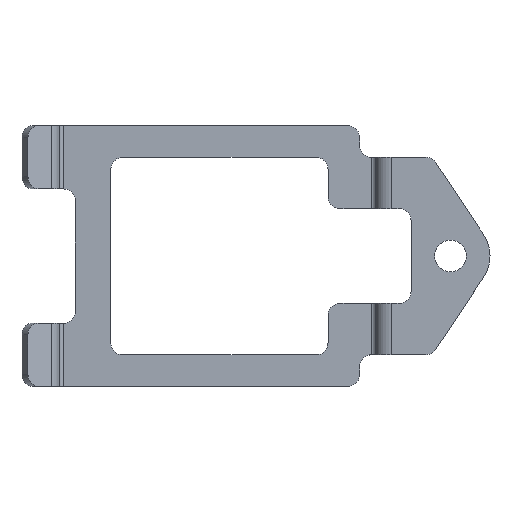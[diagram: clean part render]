
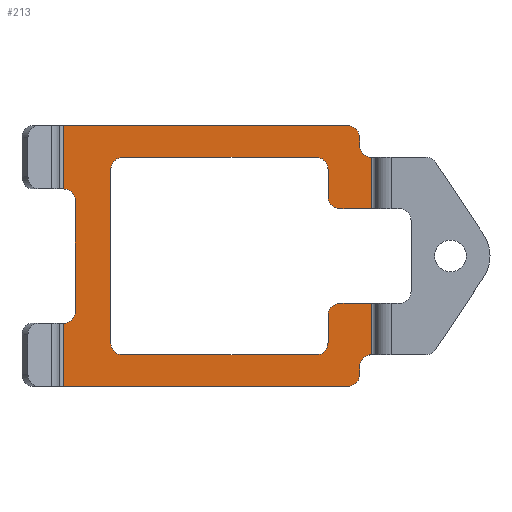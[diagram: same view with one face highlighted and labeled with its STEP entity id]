
A CAD part, top view. The second image highlights one B-rep face of the part: STEP entity #213.
In plain terms, the highlighted planar face has unit normal (0, 0, 1).
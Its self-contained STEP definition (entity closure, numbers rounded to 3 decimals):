
#108=FACE_OUTER_BOUND('',#389,.T.);
#213=ADVANCED_FACE('',(#108),#304,.T.);
#304=PLANE('',#1858);
#389=EDGE_LOOP('',(#970,#971,#972,#973,#974,#975,#976,#977,#978,#979,#980,
#981,#982,#983,#984,#985,#986,#987,#988,#989,#990,#991,#992,#993,#994,#995,
#996,#997));
#516=LINE('',#2676,#687);
#521=LINE('',#2693,#692);
#524=LINE('',#2703,#695);
#525=LINE('',#2706,#696);
#526=LINE('',#2710,#697);
#527=LINE('',#2714,#698);
#528=LINE('',#2716,#699);
#529=LINE('',#2720,#700);
#530=LINE('',#2724,#701);
#531=LINE('',#2726,#702);
#532=LINE('',#2727,#703);
#533=LINE('',#2731,#704);
#534=LINE('',#2735,#705);
#535=LINE('',#2739,#706);
#536=LINE('',#2743,#707);
#537=LINE('',#2747,#708);
#687=VECTOR('',#2139,1.);
#692=VECTOR('',#2158,1.);
#695=VECTOR('',#2169,1.);
#696=VECTOR('',#2170,1.);
#697=VECTOR('',#2173,1.);
#698=VECTOR('',#2176,1.);
#699=VECTOR('',#2177,1.);
#700=VECTOR('',#2180,1.);
#701=VECTOR('',#2183,1.);
#702=VECTOR('',#2184,1.);
#703=VECTOR('',#2185,1.);
#704=VECTOR('',#2188,1.);
#705=VECTOR('',#2191,1.);
#706=VECTOR('',#2194,1.);
#707=VECTOR('',#2197,1.);
#708=VECTOR('',#2200,1.);
#970=ORIENTED_EDGE('',*,*,#1546,.F.);
#971=ORIENTED_EDGE('',*,*,#1547,.T.);
#972=ORIENTED_EDGE('',*,*,#1548,.T.);
#973=ORIENTED_EDGE('',*,*,#1549,.F.);
#974=ORIENTED_EDGE('',*,*,#1550,.T.);
#975=ORIENTED_EDGE('',*,*,#1551,.F.);
#976=ORIENTED_EDGE('',*,*,#1552,.F.);
#977=ORIENTED_EDGE('',*,*,#1553,.T.);
#978=ORIENTED_EDGE('',*,*,#1554,.F.);
#979=ORIENTED_EDGE('',*,*,#1555,.T.);
#980=ORIENTED_EDGE('',*,*,#1556,.F.);
#981=ORIENTED_EDGE('',*,*,#1557,.T.);
#982=ORIENTED_EDGE('',*,*,#1545,.T.);
#983=ORIENTED_EDGE('',*,*,#1541,.T.);
#984=ORIENTED_EDGE('',*,*,#1538,.T.);
#985=ORIENTED_EDGE('',*,*,#1532,.T.);
#986=ORIENTED_EDGE('',*,*,#1558,.T.);
#987=ORIENTED_EDGE('',*,*,#1559,.T.);
#988=ORIENTED_EDGE('',*,*,#1560,.F.);
#989=ORIENTED_EDGE('',*,*,#1561,.T.);
#990=ORIENTED_EDGE('',*,*,#1562,.F.);
#991=ORIENTED_EDGE('',*,*,#1563,.T.);
#992=ORIENTED_EDGE('',*,*,#1564,.F.);
#993=ORIENTED_EDGE('',*,*,#1565,.T.);
#994=ORIENTED_EDGE('',*,*,#1566,.F.);
#995=ORIENTED_EDGE('',*,*,#1567,.T.);
#996=ORIENTED_EDGE('',*,*,#1568,.F.);
#997=ORIENTED_EDGE('',*,*,#1569,.T.);
#1353=VERTEX_POINT('',#2673);
#1354=VERTEX_POINT('',#2677);
#1357=VERTEX_POINT('',#2688);
#1359=VERTEX_POINT('',#2694);
#1361=VERTEX_POINT('',#2699);
#1362=VERTEX_POINT('',#2704);
#1363=VERTEX_POINT('',#2705);
#1364=VERTEX_POINT('',#2707);
#1365=VERTEX_POINT('',#2709);
#1366=VERTEX_POINT('',#2711);
#1367=VERTEX_POINT('',#2713);
#1368=VERTEX_POINT('',#2715);
#1369=VERTEX_POINT('',#2717);
#1370=VERTEX_POINT('',#2719);
#1371=VERTEX_POINT('',#2721);
#1372=VERTEX_POINT('',#2723);
#1373=VERTEX_POINT('',#2725);
#1374=VERTEX_POINT('',#2728);
#1375=VERTEX_POINT('',#2730);
#1376=VERTEX_POINT('',#2732);
#1377=VERTEX_POINT('',#2734);
#1378=VERTEX_POINT('',#2736);
#1379=VERTEX_POINT('',#2738);
#1380=VERTEX_POINT('',#2740);
#1381=VERTEX_POINT('',#2742);
#1382=VERTEX_POINT('',#2744);
#1383=VERTEX_POINT('',#2746);
#1384=VERTEX_POINT('',#2748);
#1532=EDGE_CURVE('',#1354,#1353,#516,.T.);
#1538=EDGE_CURVE('',#1357,#1354,#1728,.T.);
#1541=EDGE_CURVE('',#1359,#1357,#521,.T.);
#1545=EDGE_CURVE('',#1361,#1359,#1730,.T.);
#1546=EDGE_CURVE('',#1362,#1363,#524,.T.);
#1547=EDGE_CURVE('',#1362,#1364,#525,.T.);
#1548=EDGE_CURVE('',#1364,#1365,#1731,.T.);
#1549=EDGE_CURVE('',#1366,#1365,#526,.T.);
#1550=EDGE_CURVE('',#1366,#1367,#1732,.T.);
#1551=EDGE_CURVE('',#1368,#1367,#527,.T.);
#1552=EDGE_CURVE('',#1369,#1368,#528,.T.);
#1553=EDGE_CURVE('',#1369,#1370,#1733,.T.);
#1554=EDGE_CURVE('',#1371,#1370,#529,.T.);
#1555=EDGE_CURVE('',#1371,#1372,#1734,.T.);
#1556=EDGE_CURVE('',#1373,#1372,#530,.T.);
#1557=EDGE_CURVE('',#1373,#1361,#531,.T.);
#1558=EDGE_CURVE('',#1353,#1374,#532,.T.);
#1559=EDGE_CURVE('',#1374,#1375,#1735,.T.);
#1560=EDGE_CURVE('',#1376,#1375,#533,.T.);
#1561=EDGE_CURVE('',#1376,#1377,#1736,.T.);
#1562=EDGE_CURVE('',#1378,#1377,#534,.T.);
#1563=EDGE_CURVE('',#1378,#1379,#1737,.T.);
#1564=EDGE_CURVE('',#1380,#1379,#535,.T.);
#1565=EDGE_CURVE('',#1380,#1381,#1738,.T.);
#1566=EDGE_CURVE('',#1382,#1381,#536,.T.);
#1567=EDGE_CURVE('',#1382,#1383,#1739,.T.);
#1568=EDGE_CURVE('',#1384,#1383,#537,.T.);
#1569=EDGE_CURVE('',#1384,#1363,#1740,.T.);
#1728=CIRCLE('',#1842,1.5);
#1730=CIRCLE('',#1846,1.5);
#1731=CIRCLE('',#1848,1.5);
#1732=CIRCLE('',#1849,1.5);
#1733=CIRCLE('',#1850,1.5);
#1734=CIRCLE('',#1851,1.5);
#1735=CIRCLE('',#1852,1.5);
#1736=CIRCLE('',#1853,1.5);
#1737=CIRCLE('',#1854,1.5);
#1738=CIRCLE('',#1855,1.5);
#1739=CIRCLE('',#1856,1.5);
#1740=CIRCLE('',#1857,1.5);
#1842=AXIS2_PLACEMENT_3D('',#2687,#2152,#2153);
#1846=AXIS2_PLACEMENT_3D('',#2701,#2165,#2166);
#1848=AXIS2_PLACEMENT_3D('',#2708,#2171,#2172);
#1849=AXIS2_PLACEMENT_3D('',#2712,#2174,#2175);
#1850=AXIS2_PLACEMENT_3D('',#2718,#2178,#2179);
#1851=AXIS2_PLACEMENT_3D('',#2722,#2181,#2182);
#1852=AXIS2_PLACEMENT_3D('',#2729,#2186,#2187);
#1853=AXIS2_PLACEMENT_3D('',#2733,#2189,#2190);
#1854=AXIS2_PLACEMENT_3D('',#2737,#2192,#2193);
#1855=AXIS2_PLACEMENT_3D('',#2741,#2195,#2196);
#1856=AXIS2_PLACEMENT_3D('',#2745,#2198,#2199);
#1857=AXIS2_PLACEMENT_3D('',#2749,#2201,#2202);
#1858=AXIS2_PLACEMENT_3D('',#2750,#2203,#2204);
#2139=DIRECTION('',(0.,1.,0.));
#2152=DIRECTION('',(0.,0.,-1.));
#2153=DIRECTION('',(-1.,0.,0.));
#2158=DIRECTION('',(0.,1.,0.));
#2165=DIRECTION('',(0.,0.,1.));
#2166=DIRECTION('',(0.,-1.,0.));
#2169=DIRECTION('',(-1.,0.,0.));
#2170=DIRECTION('',(0.,1.,0.));
#2171=DIRECTION('',(0.,0.,-1.));
#2172=DIRECTION('',(0.,-1.,0.));
#2173=DIRECTION('',(0.,-1.,0.));
#2174=DIRECTION('',(0.,0.,1.));
#2175=DIRECTION('',(1.,0.,0.));
#2176=DIRECTION('',(1.,0.,0.));
#2177=DIRECTION('',(0.,1.,0.));
#2178=DIRECTION('',(0.,0.,-1.));
#2179=DIRECTION('',(0.,1.,0.));
#2180=DIRECTION('',(0.,1.,0.));
#2181=DIRECTION('',(0.,0.,-1.));
#2182=DIRECTION('',(1.,0.,0.));
#2183=DIRECTION('',(0.,1.,0.));
#2184=DIRECTION('',(1.,0.,0.));
#2185=DIRECTION('',(-1.,0.,0.));
#2186=DIRECTION('',(0.,0.,1.));
#2187=DIRECTION('',(0.,1.,0.));
#2188=DIRECTION('',(0.,1.,0.));
#2189=DIRECTION('',(0.,0.,-1.));
#2190=DIRECTION('',(1.,0.,0.));
#2191=DIRECTION('',(1.,0.,0.));
#2192=DIRECTION('',(0.,0.,-1.));
#2193=DIRECTION('',(0.,-1.,0.));
#2194=DIRECTION('',(0.,-1.,0.));
#2195=DIRECTION('',(0.,0.,-1.));
#2196=DIRECTION('',(-1.,0.,0.));
#2197=DIRECTION('',(-1.,0.,0.));
#2198=DIRECTION('',(0.,0.,-1.));
#2199=DIRECTION('',(0.,1.,0.));
#2200=DIRECTION('',(0.,1.,0.));
#2201=DIRECTION('',(0.,0.,1.));
#2202=DIRECTION('',(-1.,0.,0.));
#2203=DIRECTION('',(0.,0.,1.));
#2204=DIRECTION('',(-1.,0.,0.));
#2673=CARTESIAN_POINT('',(19.5,-4.25,-62.6));
#2676=CARTESIAN_POINT('',(19.5,-10.75,-62.6));
#2677=CARTESIAN_POINT('',(19.5,-10.75,-62.6));
#2687=CARTESIAN_POINT('',(19.5,-12.25,-62.6));
#2688=CARTESIAN_POINT('',(18.,-12.25,-62.6));
#2693=CARTESIAN_POINT('',(18.,-13.25,-62.6));
#2694=CARTESIAN_POINT('',(18.,-13.25,-62.6));
#2699=CARTESIAN_POINT('',(16.5,-14.75,-62.6));
#2701=CARTESIAN_POINT('',(16.5,-13.25,-62.6));
#2703=CARTESIAN_POINT('',(19.5,7.75,-62.6));
#2704=CARTESIAN_POINT('',(19.5,7.75,-62.6));
#2705=CARTESIAN_POINT('',(15.5,7.75,-62.6));
#2706=CARTESIAN_POINT('',(19.5,7.75,-62.6));
#2707=CARTESIAN_POINT('',(19.5,14.25,-62.6));
#2708=CARTESIAN_POINT('',(19.5,15.75,-62.6));
#2709=CARTESIAN_POINT('',(18.,15.75,-62.6));
#2710=CARTESIAN_POINT('',(18.,16.75,-62.6));
#2711=CARTESIAN_POINT('',(18.,16.75,-62.6));
#2712=CARTESIAN_POINT('',(16.5,16.75,-62.6));
#2713=CARTESIAN_POINT('',(16.5,18.25,-62.6));
#2714=CARTESIAN_POINT('',(-19.5,18.25,-62.6));
#2715=CARTESIAN_POINT('',(-19.5,18.25,-62.6));
#2716=CARTESIAN_POINT('',(-19.5,10.25,-62.6));
#2717=CARTESIAN_POINT('',(-19.5,10.25,-62.6));
#2718=CARTESIAN_POINT('',(-19.5,8.75,-62.6));
#2719=CARTESIAN_POINT('',(-18.,8.75,-62.6));
#2720=CARTESIAN_POINT('',(-18.,-5.25,-62.6));
#2721=CARTESIAN_POINT('',(-18.,-5.25,-62.6));
#2722=CARTESIAN_POINT('',(-19.5,-5.25,-62.6));
#2723=CARTESIAN_POINT('',(-19.5,-6.75,-62.6));
#2724=CARTESIAN_POINT('',(-19.5,-14.75,-62.6));
#2725=CARTESIAN_POINT('',(-19.5,-14.75,-62.6));
#2726=CARTESIAN_POINT('',(-19.5,-14.75,-62.6));
#2727=CARTESIAN_POINT('',(19.5,-4.25,-62.6));
#2728=CARTESIAN_POINT('',(15.5,-4.25,-62.6));
#2729=CARTESIAN_POINT('',(15.5,-5.75,-62.6));
#2730=CARTESIAN_POINT('',(14.,-5.75,-62.6));
#2731=CARTESIAN_POINT('',(14.,-9.25,-62.6));
#2732=CARTESIAN_POINT('',(14.,-9.25,-62.6));
#2733=CARTESIAN_POINT('',(12.5,-9.25,-62.6));
#2734=CARTESIAN_POINT('',(12.5,-10.75,-62.6));
#2735=CARTESIAN_POINT('',(-12.,-10.75,-62.6));
#2736=CARTESIAN_POINT('',(-12.,-10.75,-62.6));
#2737=CARTESIAN_POINT('',(-12.,-9.25,-62.6));
#2738=CARTESIAN_POINT('',(-13.5,-9.25,-62.6));
#2739=CARTESIAN_POINT('',(-13.5,12.75,-62.6));
#2740=CARTESIAN_POINT('',(-13.5,12.75,-62.6));
#2741=CARTESIAN_POINT('',(-12.,12.75,-62.6));
#2742=CARTESIAN_POINT('',(-12.,14.25,-62.6));
#2743=CARTESIAN_POINT('',(12.5,14.25,-62.6));
#2744=CARTESIAN_POINT('',(12.5,14.25,-62.6));
#2745=CARTESIAN_POINT('',(12.5,12.75,-62.6));
#2746=CARTESIAN_POINT('',(14.,12.75,-62.6));
#2747=CARTESIAN_POINT('',(14.,9.25,-62.6));
#2748=CARTESIAN_POINT('',(14.,9.25,-62.6));
#2749=CARTESIAN_POINT('',(15.5,9.25,-62.6));
#2750=CARTESIAN_POINT('',(-19.5,-14.75,-62.6));
